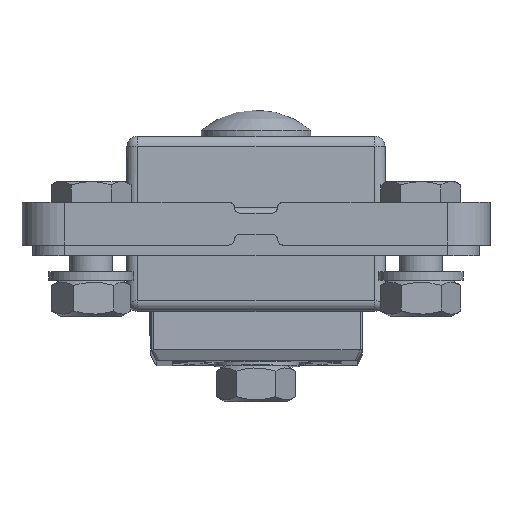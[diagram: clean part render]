
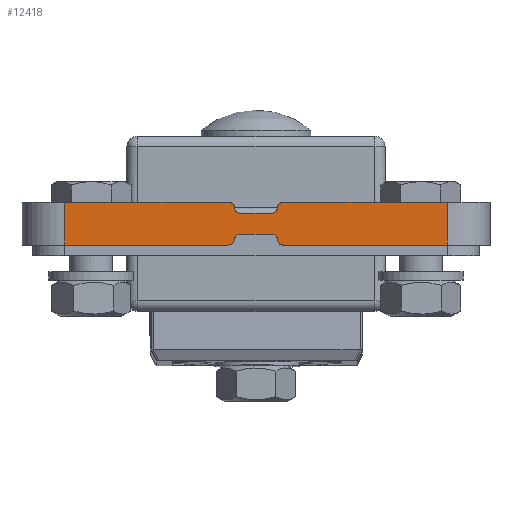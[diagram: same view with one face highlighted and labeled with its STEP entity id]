
A CAD part, left-side view. The second image highlights one B-rep face of the part: STEP entity #12418.
In plain terms, the highlighted planar face has unit normal (-1, 0, 0).
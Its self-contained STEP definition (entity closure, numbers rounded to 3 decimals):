
#9087=CARTESIAN_POINT('',(-138.0,3.087,14.5));
#9088=VERTEX_POINT('',#9087);
#9267=CARTESIAN_POINT('',(-138.0,-3.087,14.5));
#9268=VERTEX_POINT('',#9267);
#9275=CARTESIAN_POINT('',(-138.0,3.087,14.5));
#9276=DIRECTION('',(0.0,-1.0,0.0));
#9277=VECTOR('',#9276,6.174);
#9278=LINE('',#9275,#9277);
#9279=EDGE_CURVE('',#9088,#9268,#9278,.T.);
#9336=CARTESIAN_POINT('',(-138.0,4.088,13.483));
#9337=VERTEX_POINT('',#9336);
#9338=CARTESIAN_POINT('',(-138.0,5.087,12.5));
#9339=VERTEX_POINT('',#9338);
#9340=CARTESIAN_POINT('',(-138.,5.087,13.5));
#9341=DIRECTION('',(1.0,0.0,0.0));
#9342=DIRECTION('',(0.0,-0.701,-0.713));
#9343=AXIS2_PLACEMENT_3D('',#9340,#9341,#9342);
#9344=CIRCLE('',#9343,1.0);
#9345=EDGE_CURVE('',#9337,#9339,#9344,.T.);
#9387=CARTESIAN_POINT('',(-138.0,4.087,13.517));
#9388=VERTEX_POINT('',#9387);
#9395=CARTESIAN_POINT('',(-138.0,4.087,13.517));
#9396=DIRECTION('',(0.0,0.017,-1.));
#9397=VECTOR('',#9396,0.035);
#9398=LINE('',#9395,#9397);
#9399=EDGE_CURVE('',#9388,#9337,#9398,.T.);
#9443=CARTESIAN_POINT('',(-138.,3.087,13.5));
#9444=DIRECTION('',(-1.0,0.0,0.0));
#9445=DIRECTION('',(0.0,0.701,0.713));
#9446=AXIS2_PLACEMENT_3D('',#9443,#9444,#9445);
#9447=CIRCLE('',#9446,1.0);
#9448=EDGE_CURVE('',#9088,#9388,#9447,.T.);
#11212=CARTESIAN_POINT('',(-138.0,-5.087,12.5));
#11213=VERTEX_POINT('',#11212);
#11220=CARTESIAN_POINT('',(-138.0,-4.088,13.483));
#11221=VERTEX_POINT('',#11220);
#11222=CARTESIAN_POINT('',(-138.0,-5.087,13.5));
#11223=DIRECTION('',(1.0,0.0,0.0));
#11224=DIRECTION('',(0.0,0.701,-0.713));
#11225=AXIS2_PLACEMENT_3D('',#11222,#11223,#11224);
#11226=CIRCLE('',#11225,1.0);
#11227=EDGE_CURVE('',#11213,#11221,#11226,.T.);
#11283=CARTESIAN_POINT('',(-138.0,-4.087,13.517));
#11284=VERTEX_POINT('',#11283);
#11285=CARTESIAN_POINT('',(-138.0,-4.088,13.483));
#11286=DIRECTION('',(0.0,0.017,1.));
#11287=VECTOR('',#11286,0.035);
#11288=LINE('',#11285,#11287);
#11289=EDGE_CURVE('',#11284,#11221,#11288,.F.);
#11308=CARTESIAN_POINT('',(-138.0,-3.087,13.5));
#11309=DIRECTION('',(-1.0,0.0,0.0));
#11310=DIRECTION('',(0.0,-0.701,0.713));
#11311=AXIS2_PLACEMENT_3D('',#11308,#11309,#11310);
#11312=CIRCLE('',#11311,1.0);
#11313=EDGE_CURVE('',#11284,#9268,#11312,.T.);
#12157=CARTESIAN_POINT('',(-138.0,5.018,20.5));
#12158=VERTEX_POINT('',#12157);
#12159=CARTESIAN_POINT('',(-138.0,4.018,19.517));
#12160=VERTEX_POINT('',#12159);
#12161=CARTESIAN_POINT('',(-138.,5.018,19.5));
#12162=DIRECTION('',(1.0,0.0,0.0));
#12163=DIRECTION('',(0.0,-0.701,0.713));
#12164=AXIS2_PLACEMENT_3D('',#12161,#12162,#12163);
#12165=CIRCLE('',#12164,1.0);
#12166=EDGE_CURVE('',#12158,#12160,#12165,.T.);
#12248=CARTESIAN_POINT('',(-138.0,4.017,19.483));
#12249=VERTEX_POINT('',#12248);
#12250=CARTESIAN_POINT('',(-138.0,4.018,19.517));
#12251=DIRECTION('',(0.0,-0.017,-1.));
#12252=VECTOR('',#12251,0.035);
#12253=LINE('',#12250,#12252);
#12254=EDGE_CURVE('',#12249,#12160,#12253,.F.);
#12273=CARTESIAN_POINT('',(-138.0,3.017,18.5));
#12274=VERTEX_POINT('',#12273);
#12275=CARTESIAN_POINT('',(-138.,3.017,19.5));
#12276=DIRECTION('',(-1.0,0.0,0.0));
#12277=DIRECTION('',(0.0,0.701,-0.713));
#12278=AXIS2_PLACEMENT_3D('',#12275,#12276,#12277);
#12279=CIRCLE('',#12278,1.0);
#12280=EDGE_CURVE('',#12249,#12274,#12279,.T.);
#12307=CARTESIAN_POINT('',(-138.0,-4.018,19.517));
#12308=VERTEX_POINT('',#12307);
#12315=CARTESIAN_POINT('',(-138.0,-5.018,20.5));
#12316=VERTEX_POINT('',#12315);
#12317=CARTESIAN_POINT('',(-138.0,-5.018,19.5));
#12318=DIRECTION('',(1.0,0.0,0.0));
#12319=DIRECTION('',(0.0,0.701,0.713));
#12320=AXIS2_PLACEMENT_3D('',#12317,#12318,#12319);
#12321=CIRCLE('',#12320,1.0);
#12322=EDGE_CURVE('',#12308,#12316,#12321,.T.);
#12333=CARTESIAN_POINT('',(-138.0,-44.,16.5));
#12334=DIRECTION('',(-1.0,0.0,0.0));
#12335=DIRECTION('',(0.0,0.0,1.0));
#12336=AXIS2_PLACEMENT_3D('',#12333,#12334,#12335);
#12337=PLANE('',#12336);
#12338=ORIENTED_EDGE('',*,*,#9345,.F.);
#12339=ORIENTED_EDGE('',*,*,#9399,.F.);
#12340=ORIENTED_EDGE('',*,*,#9448,.F.);
#12341=ORIENTED_EDGE('',*,*,#9279,.T.);
#12342=ORIENTED_EDGE('',*,*,#11313,.F.);
#12343=ORIENTED_EDGE('',*,*,#11289,.T.);
#12344=ORIENTED_EDGE('',*,*,#11227,.F.);
#12345=CARTESIAN_POINT('',(-138.0,-36.,12.5));
#12346=VERTEX_POINT('',#12345);
#12347=CARTESIAN_POINT('',(-138.0,-36.,12.5));
#12348=DIRECTION('',(0.0,1.0,0.0));
#12349=VECTOR('',#12348,30.913);
#12350=LINE('',#12347,#12349);
#12351=EDGE_CURVE('',#12346,#11213,#12350,.T.);
#12352=ORIENTED_EDGE('',*,*,#12351,.F.);
#12353=CARTESIAN_POINT('',(-138.0,-36.,20.5));
#12354=VERTEX_POINT('',#12353);
#12355=CARTESIAN_POINT('',(-138.0,-36.,12.5));
#12356=DIRECTION('',(0.0,0.0,1.0));
#12357=VECTOR('',#12356,8.);
#12358=LINE('',#12355,#12357);
#12359=EDGE_CURVE('',#12346,#12354,#12358,.T.);
#12360=ORIENTED_EDGE('',*,*,#12359,.T.);
#12361=CARTESIAN_POINT('',(-138.0,-36.,20.5));
#12362=DIRECTION('',(0.0,1.0,0.0));
#12363=VECTOR('',#12362,30.982);
#12364=LINE('',#12361,#12363);
#12365=EDGE_CURVE('',#12354,#12316,#12364,.T.);
#12366=ORIENTED_EDGE('',*,*,#12365,.T.);
#12367=ORIENTED_EDGE('',*,*,#12322,.F.);
#12368=CARTESIAN_POINT('',(-138.0,-4.017,19.483));
#12369=VERTEX_POINT('',#12368);
#12370=CARTESIAN_POINT('',(-138.0,-4.017,19.483));
#12371=DIRECTION('',(0.0,-0.017,1.));
#12372=VECTOR('',#12371,0.035);
#12373=LINE('',#12370,#12372);
#12374=EDGE_CURVE('',#12369,#12308,#12373,.T.);
#12375=ORIENTED_EDGE('',*,*,#12374,.F.);
#12376=CARTESIAN_POINT('',(-138.0,-3.017,18.5));
#12377=VERTEX_POINT('',#12376);
#12378=CARTESIAN_POINT('',(-138.0,-3.017,19.5));
#12379=DIRECTION('',(-1.0,0.0,0.0));
#12380=DIRECTION('',(0.0,-0.701,-0.713));
#12381=AXIS2_PLACEMENT_3D('',#12378,#12379,#12380);
#12382=CIRCLE('',#12381,1.0);
#12383=EDGE_CURVE('',#12377,#12369,#12382,.T.);
#12384=ORIENTED_EDGE('',*,*,#12383,.F.);
#12385=CARTESIAN_POINT('',(-138.0,-3.017,18.5));
#12386=DIRECTION('',(0.0,1.0,0.0));
#12387=VECTOR('',#12386,6.035);
#12388=LINE('',#12385,#12387);
#12389=EDGE_CURVE('',#12377,#12274,#12388,.T.);
#12390=ORIENTED_EDGE('',*,*,#12389,.T.);
#12391=ORIENTED_EDGE('',*,*,#12280,.F.);
#12392=ORIENTED_EDGE('',*,*,#12254,.T.);
#12393=ORIENTED_EDGE('',*,*,#12166,.F.);
#12394=CARTESIAN_POINT('',(-138.0,36.,20.5));
#12395=VERTEX_POINT('',#12394);
#12396=CARTESIAN_POINT('',(-138.0,5.018,20.5));
#12397=DIRECTION('',(0.0,1.0,0.0));
#12398=VECTOR('',#12397,30.982);
#12399=LINE('',#12396,#12398);
#12400=EDGE_CURVE('',#12158,#12395,#12399,.T.);
#12401=ORIENTED_EDGE('',*,*,#12400,.T.);
#12402=CARTESIAN_POINT('',(-138.0,36.,12.5));
#12403=VERTEX_POINT('',#12402);
#12404=CARTESIAN_POINT('',(-138.0,36.,20.5));
#12405=DIRECTION('',(0.0,0.0,-1.0));
#12406=VECTOR('',#12405,8.);
#12407=LINE('',#12404,#12406);
#12408=EDGE_CURVE('',#12395,#12403,#12407,.T.);
#12409=ORIENTED_EDGE('',*,*,#12408,.T.);
#12410=CARTESIAN_POINT('',(-138.0,5.087,12.5));
#12411=DIRECTION('',(0.0,1.0,0.0));
#12412=VECTOR('',#12411,30.913);
#12413=LINE('',#12410,#12412);
#12414=EDGE_CURVE('',#9339,#12403,#12413,.T.);
#12415=ORIENTED_EDGE('',*,*,#12414,.F.);
#12416=EDGE_LOOP('',(#12338,#12339,#12340,#12341,#12342,#12343,#12344,#12352,#12360,#12366,#12367,#12375,#12384,#12390,#12391,#12392,#12393,#12401,#12409,#12415));
#12417=FACE_OUTER_BOUND('',#12416,.T.);
#12418=ADVANCED_FACE('',(#12417),#12337,.T.);
